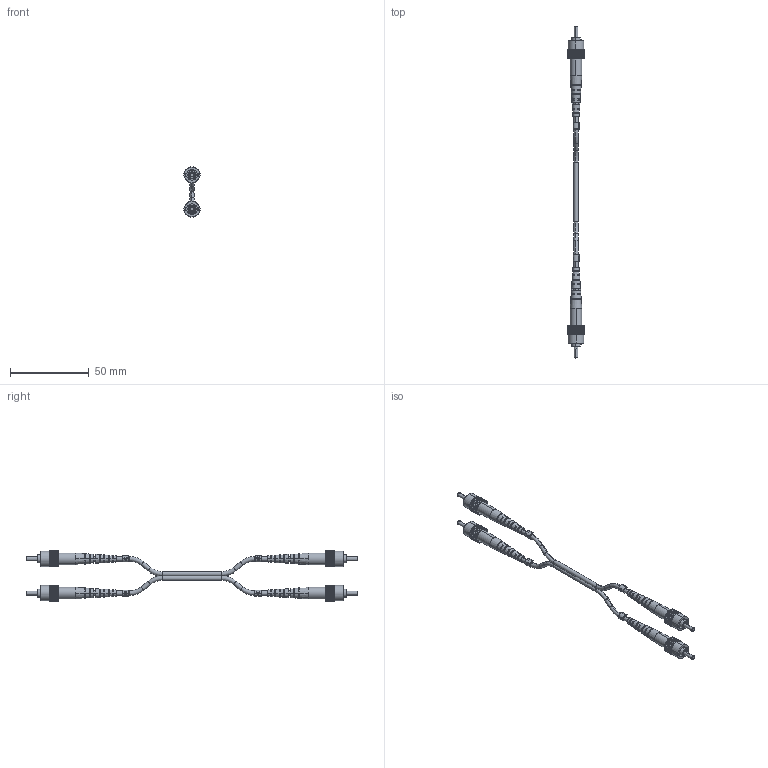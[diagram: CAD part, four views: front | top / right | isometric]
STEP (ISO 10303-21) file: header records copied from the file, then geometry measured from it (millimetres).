
FILE_DESCRIPTION (( 'STEP AP214' ), '1' );
FILE_NAME ('FODST-10G.STEP', '2006-08-30T13:19:58', ( 'L-COM' ), ( 'L-COM' ), 'SwSTEP 2.0', 'SolidWorks 2006052', '' );
FILE_SCHEMA (( 'AUTOMOTIVE_DESIGN' ));
Length unit declared in the file: inch
Products named in the file (8): 1AL06-032; LBL-C3P-B; FOC-001BA-PROD-MA2; FOC-001BA; FOC-001BA-PROD-MA1; FOC-001BA-PROD-MA3; LBL-C3P-A; FODST-10G
Assembly tree (12 placements, depth 3):
  FODST-10G
    LBL-C3P-B  x2
    LBL-C3P-A  x2
    1AL06-032
    FOC-001BA  x4
      FOC-001BA-PROD-MA1
      FOC-001BA-PROD-MA3
      FOC-001BA-PROD-MA2
Bounding box: 10.3 x 210.86 x 32.09 mm (x, y, z)
Volume: 7631 mm3; surface area: 14044.8 mm2
Topology: 17 solids, 17 shells, 879 faces, 2521 edges, 1662 vertices
Faces by surface type: plane 680, cylinder 109, cone 48, torus 24, bspline 18
Entity records: 12386 total; most frequent: CARTESIAN_POINT 2757, ORIENTED_EDGE 1526, DIRECTION 1460, EDGE_CURVE 763, AXIS2_PLACEMENT_3D 500, VERTEX_POINT 496, VECTOR 460, LINE 460
